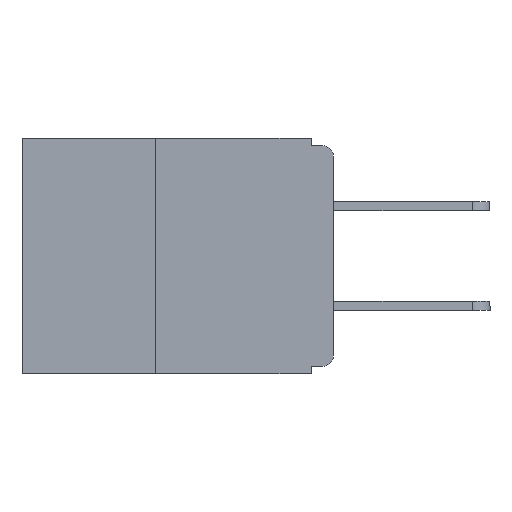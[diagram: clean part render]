
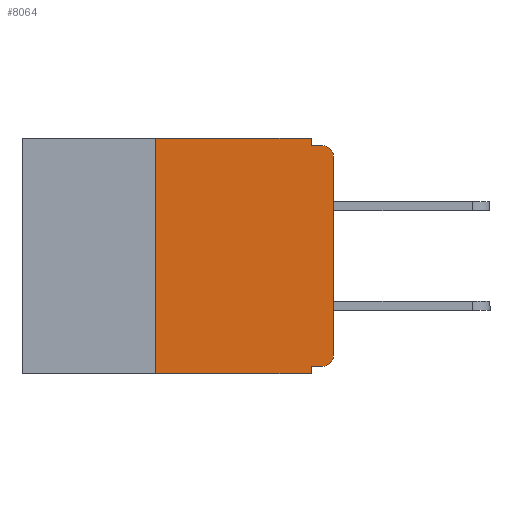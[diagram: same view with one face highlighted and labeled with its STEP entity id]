
A CAD part, left-side view. The second image highlights one B-rep face of the part: STEP entity #8064.
In plain terms, the highlighted planar face has unit normal (-1, 0, 0).
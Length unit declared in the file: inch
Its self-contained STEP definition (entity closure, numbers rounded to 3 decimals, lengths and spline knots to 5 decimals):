
#15 = CARTESIAN_POINT ( 'NONE',  ( 0., 0.031, -0.01 ) ) ;
#195 = AXIS2_PLACEMENT_3D ( 'NONE', #8414, #18858, #9962 ) ;
#657 = ORIENTED_EDGE ( 'NONE', *, *, #7267, .F. ) ;
#720 = ORIENTED_EDGE ( 'NONE', *, *, #2080, .F. ) ;
#1189 = CARTESIAN_POINT ( 'NONE',  ( 0., 0.031, -0.32 ) ) ;
#1332 = FACE_OUTER_BOUND ( 'NONE', #12163, .T. ) ;
#1357 = CIRCLE ( 'NONE', #195, 0.015 ) ;
#1703 = DIRECTION ( 'NONE',  ( 0., 0., -1. ) ) ;
#1826 = EDGE_CURVE ( 'NONE', #4618, #7143, #16452, .T. ) ;
#2080 = EDGE_CURVE ( 'NONE', #9866, #5972, #4942, .T. ) ;
#2448 = ORIENTED_EDGE ( 'NONE', *, *, #15800, .T. ) ;
#3076 = LINE ( 'NONE', #16631, #10937 ) ;
#3137 = CARTESIAN_POINT ( 'NONE',  ( 0., 0.015, -0.01 ) ) ;
#3816 = VERTEX_POINT ( 'NONE', #14924 ) ;
#3945 = AXIS2_PLACEMENT_3D ( 'NONE', #19242, #19038, #19017 ) ;
#4124 = ORIENTED_EDGE ( 'NONE', *, *, #14649, .F. ) ;
#4587 = DIRECTION ( 'NONE',  ( 0., -1., 0. ) ) ;
#4618 = VERTEX_POINT ( 'NONE', #12429 ) ;
#4637 = CARTESIAN_POINT ( 'NONE',  ( 0., 0.437, -0.33 ) ) ;
#4942 = LINE ( 'NONE', #18668, #15280 ) ;
#5380 = DIRECTION ( 'NONE',  ( 0., -1., 0. ) ) ;
#5972 = VERTEX_POINT ( 'NONE', #9442 ) ;
#6117 = VECTOR ( 'NONE', #5380, 39.37008 ) ;
#6449 = CARTESIAN_POINT ( 'NONE',  ( 0., 0.25, 0. ) ) ;
#6559 = LINE ( 'NONE', #20013, #18109 ) ;
#6581 = ORIENTED_EDGE ( 'NONE', *, *, #1826, .T. ) ;
#6793 = CARTESIAN_POINT ( 'NONE',  ( 0., 0., -0.305 ) ) ;
#6888 = LINE ( 'NONE', #8885, #10955 ) ;
#7143 = VERTEX_POINT ( 'NONE', #3137 ) ;
#7267 = EDGE_CURVE ( 'NONE', #3816, #9866, #16981, .T. ) ;
#7389 = CARTESIAN_POINT ( 'NONE',  ( 0., 0.25, -0.33 ) ) ;
#7660 = CARTESIAN_POINT ( 'NONE',  ( 0., 0.25, -0.33 ) ) ;
#8064 = ADVANCED_FACE ( 'NONE', ( #1332 ), #19176, .F. ) ;
#8414 = CARTESIAN_POINT ( 'NONE',  ( 0., 0.015, -0.305 ) ) ;
#8693 = VERTEX_POINT ( 'NONE', #13006 ) ;
#8885 = CARTESIAN_POINT ( 'NONE',  ( 0., 0., -0.01 ) ) ;
#9067 = DIRECTION ( 'NONE',  ( 0., 0., 1. ) ) ;
#9350 = VERTEX_POINT ( 'NONE', #6793 ) ;
#9442 = CARTESIAN_POINT ( 'NONE',  ( 0., 0.031, -0.33 ) ) ;
#9487 = ORIENTED_EDGE ( 'NONE', *, *, #10586, .F. ) ;
#9547 = EDGE_CURVE ( 'NONE', #19459, #5972, #12896, .T. ) ;
#9681 = DIRECTION ( 'NONE',  ( -1., 0., 0. ) ) ;
#9723 = LINE ( 'NONE', #14559, #6117 ) ;
#9866 = VERTEX_POINT ( 'NONE', #1189 ) ;
#9962 = DIRECTION ( 'NONE',  ( 0., 0., -1. ) ) ;
#9974 = EDGE_CURVE ( 'NONE', #12775, #7143, #6888, .T. ) ;
#10514 = VECTOR ( 'NONE', #4587, 39.37008 ) ;
#10567 = DIRECTION ( 'NONE',  ( 0., 0., -1. ) ) ;
#10586 = EDGE_CURVE ( 'NONE', #19459, #16224, #11648, .T. ) ;
#10937 = VECTOR ( 'NONE', #9067, 39.37008 ) ;
#10955 = VECTOR ( 'NONE', #16445, 39.37008 ) ;
#11304 = ORIENTED_EDGE ( 'NONE', *, *, #9974, .F. ) ;
#11427 = DIRECTION ( 'NONE',  ( 0., 0., -1. ) ) ;
#11531 = ORIENTED_EDGE ( 'NONE', *, *, #19965, .F. ) ;
#11648 = LINE ( 'NONE', #7660, #15208 ) ;
#12041 = VECTOR ( 'NONE', #18438, 39.37008 ) ;
#12163 = EDGE_LOOP ( 'NONE', ( #15351, #6581, #11304, #4124, #11531, #9487, #18884, #720, #657, #2448 ) ) ;
#12429 = CARTESIAN_POINT ( 'NONE',  ( 0., 0., -0.025 ) ) ;
#12775 = VERTEX_POINT ( 'NONE', #15 ) ;
#12896 = LINE ( 'NONE', #4637, #10514 ) ;
#13006 = CARTESIAN_POINT ( 'NONE',  ( 0., 0.031, 0. ) ) ;
#13197 = AXIS2_PLACEMENT_3D ( 'NONE', #17973, #9681, #11427 ) ;
#14559 = CARTESIAN_POINT ( 'NONE',  ( 0., 0.437, 0. ) ) ;
#14649 = EDGE_CURVE ( 'NONE', #8693, #12775, #6559, .T. ) ;
#14924 = CARTESIAN_POINT ( 'NONE',  ( 0., 0.015, -0.32 ) ) ;
#15208 = VECTOR ( 'NONE', #19597, 39.37008 ) ;
#15280 = VECTOR ( 'NONE', #10567, 39.37008 ) ;
#15351 = ORIENTED_EDGE ( 'NONE', *, *, #18928, .T. ) ;
#15800 = EDGE_CURVE ( 'NONE', #3816, #9350, #1357, .T. ) ;
#16224 = VERTEX_POINT ( 'NONE', #6449 ) ;
#16445 = DIRECTION ( 'NONE',  ( 0., -1., 0. ) ) ;
#16452 = CIRCLE ( 'NONE', #13197, 0.015 ) ;
#16631 = CARTESIAN_POINT ( 'NONE',  ( 0., 0., 0. ) ) ;
#16981 = LINE ( 'NONE', #18590, #12041 ) ;
#17973 = CARTESIAN_POINT ( 'NONE',  ( 0., 0.015, -0.025 ) ) ;
#18109 = VECTOR ( 'NONE', #1703, 39.37008 ) ;
#18438 = DIRECTION ( 'NONE',  ( 0., 1., 0. ) ) ;
#18590 = CARTESIAN_POINT ( 'NONE',  ( 0., 0., -0.32 ) ) ;
#18668 = CARTESIAN_POINT ( 'NONE',  ( 0., 0.031, -0.33 ) ) ;
#18858 = DIRECTION ( 'NONE',  ( -1., 0., 0. ) ) ;
#18884 = ORIENTED_EDGE ( 'NONE', *, *, #9547, .T. ) ;
#18928 = EDGE_CURVE ( 'NONE', #9350, #4618, #3076, .T. ) ;
#19017 = DIRECTION ( 'NONE',  ( 0., 0., -1. ) ) ;
#19038 = DIRECTION ( 'NONE',  ( 1., 0., 0. ) ) ;
#19176 = PLANE ( 'NONE',  #3945 ) ;
#19242 = CARTESIAN_POINT ( 'NONE',  ( 0., 0.437, 0. ) ) ;
#19459 = VERTEX_POINT ( 'NONE', #7389 ) ;
#19597 = DIRECTION ( 'NONE',  ( 0., 0., 1. ) ) ;
#19965 = EDGE_CURVE ( 'NONE', #16224, #8693, #9723, .T. ) ;
#20013 = CARTESIAN_POINT ( 'NONE',  ( 0., 0.031, 0. ) ) ;
